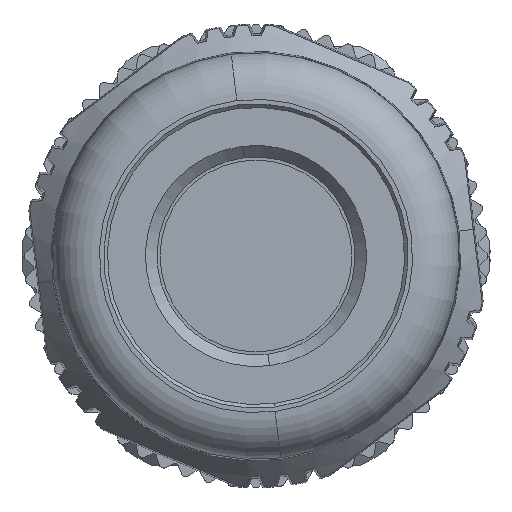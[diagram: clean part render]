
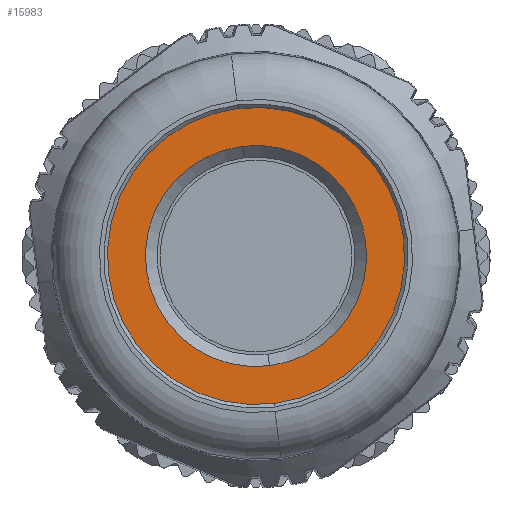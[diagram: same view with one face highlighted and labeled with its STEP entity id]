
A CAD part, front view. The second image highlights one B-rep face of the part: STEP entity #15983.
In plain terms, the highlighted planar face has unit normal (0, -1, 0).
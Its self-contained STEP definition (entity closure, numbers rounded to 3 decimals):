
#3610=CARTESIAN_POINT('',(0.,-50.994,0.));
#3611=DIRECTION('',(0.,1.,0.));
#3612=DIRECTION('',(0.122,0.,-0.993));
#3613=AXIS2_PLACEMENT_3D('',#3610,#3611,#3612);
#3615=CARTESIAN_POINT('',(0.,-50.994,
0.));
#3616=DIRECTION('',(0.,1.,0.));
#3617=DIRECTION('',(-0.122,0.,0.993));
#3618=AXIS2_PLACEMENT_3D('',#3615,#3616,#3617);
#3620=CARTESIAN_POINT('',(0.,-50.994,0.));
#3621=DIRECTION('',(0.,-1.,0.));
#3622=DIRECTION('',(-0.122,0.,0.993));
#3623=AXIS2_PLACEMENT_3D('',#3620,#3621,#3622);
#3625=CARTESIAN_POINT('',(0.,-50.994,0.));
#3626=DIRECTION('',(0.,-1.,0.));
#3627=DIRECTION('',(0.122,0.,-0.993));
#3628=AXIS2_PLACEMENT_3D('',#3625,#3626,#3627);
#11921=CARTESIAN_POINT('',(-0.774,-50.994,
6.303));
#11922=VERTEX_POINT('',#11921);
#11923=CARTESIAN_POINT('',(0.774,-50.994,
-6.303));
#11924=VERTEX_POINT('',#11923);
#11925=CARTESIAN_POINT('',(-0.576,-50.994,
4.69));
#11926=CARTESIAN_POINT('',(0.576,-50.994,
-4.69));
#11927=VERTEX_POINT('',#11925);
#11928=VERTEX_POINT('',#11926);
#15968=CARTESIAN_POINT('',(0.,-50.994,0.));
#15969=DIRECTION('',(0.,-1.,0.));
#15970=DIRECTION('',(0.122,0.,-0.993));
#15971=AXIS2_PLACEMENT_3D('',#15968,#15969,#15970);
#15972=PLANE('',#15971);
#15973=ORIENTED_EDGE('',*,*,#15948,.T.);
#15974=ORIENTED_EDGE('',*,*,#15962,.T.);
#15975=EDGE_LOOP('',(#15973,#15974));
#15976=FACE_OUTER_BOUND('',#15975,.F.);
#15978=ORIENTED_EDGE('',*,*,#15977,.T.);
#15980=ORIENTED_EDGE('',*,*,#15979,.T.);
#15981=EDGE_LOOP('',(#15978,#15980));
#15982=FACE_BOUND('',#15981,.F.);
#15983=ADVANCED_FACE('',(#15976,#15982),#15972,.T.);
#3614=CIRCLE('',#3613,6.35);
#3619=CIRCLE('',#3618,6.35);
#3624=CIRCLE('',#3623,4.725);
#3629=CIRCLE('',#3628,4.725);
#15948=EDGE_CURVE('',#11924,#11922,#3614,.T.);
#15962=EDGE_CURVE('',#11922,#11924,#3619,.T.);
#15977=EDGE_CURVE('',#11927,#11928,#3624,.T.);
#15979=EDGE_CURVE('',#11928,#11927,#3629,.T.);
